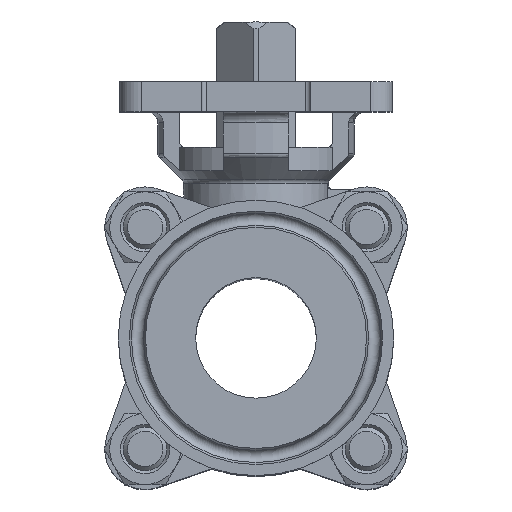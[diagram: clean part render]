
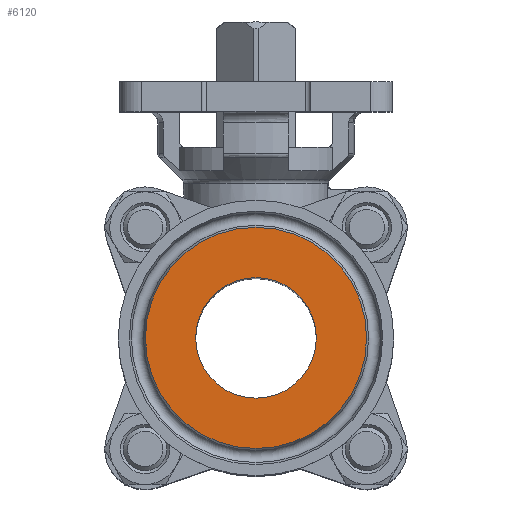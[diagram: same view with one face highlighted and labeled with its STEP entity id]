
A CAD part, top view. The second image highlights one B-rep face of the part: STEP entity #6120.
In plain terms, the highlighted planar face has unit normal (0, 0, 1).
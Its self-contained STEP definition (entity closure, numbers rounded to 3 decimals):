
#1119=ORIENTED_EDGE('',*,*,#2977,.T.);
#1120=ORIENTED_EDGE('',*,*,#2978,.T.);
#2977=EDGE_CURVE('',#3906,#3906,#4520,.F.);
#2978=EDGE_CURVE('',#3907,#3907,#4521,.T.);
#3906=VERTEX_POINT('',#9163);
#3907=VERTEX_POINT('',#9165);
#4520=CIRCLE('',#6552,20.277);
#4521=CIRCLE('',#6553,11.05);
#4883=EDGE_LOOP('',(#1119));
#4884=EDGE_LOOP('',(#1120));
#5424=FACE_BOUND('',#4883,.T.);
#5425=FACE_BOUND('',#4884,.T.);
#5963=PLANE('',#6551);
#6120=ADVANCED_FACE('',(#5424,#5425),#5963,.F.);
#6551=AXIS2_PLACEMENT_3D('',#9161,#7336,#7337);
#6552=AXIS2_PLACEMENT_3D('',#9162,#7338,#7339);
#6553=AXIS2_PLACEMENT_3D('',#9164,#7340,#7341);
#7336=DIRECTION('',(0.,0.,-1.));
#7337=DIRECTION('',(-1.,0.,0.));
#7338=DIRECTION('',(0.,0.,-1.));
#7339=DIRECTION('',(-1.,0.,0.));
#7340=DIRECTION('',(0.,0.,-1.));
#7341=DIRECTION('',(-1.,0.,0.));
#9161=CARTESIAN_POINT('',(0.,0.,57.5));
#9162=CARTESIAN_POINT('',(0.,0.,57.5));
#9163=CARTESIAN_POINT('',(-20.277,0.,57.5));
#9164=CARTESIAN_POINT('',(0.,0.,57.5));
#9165=CARTESIAN_POINT('',(-11.05,0.,57.5));
